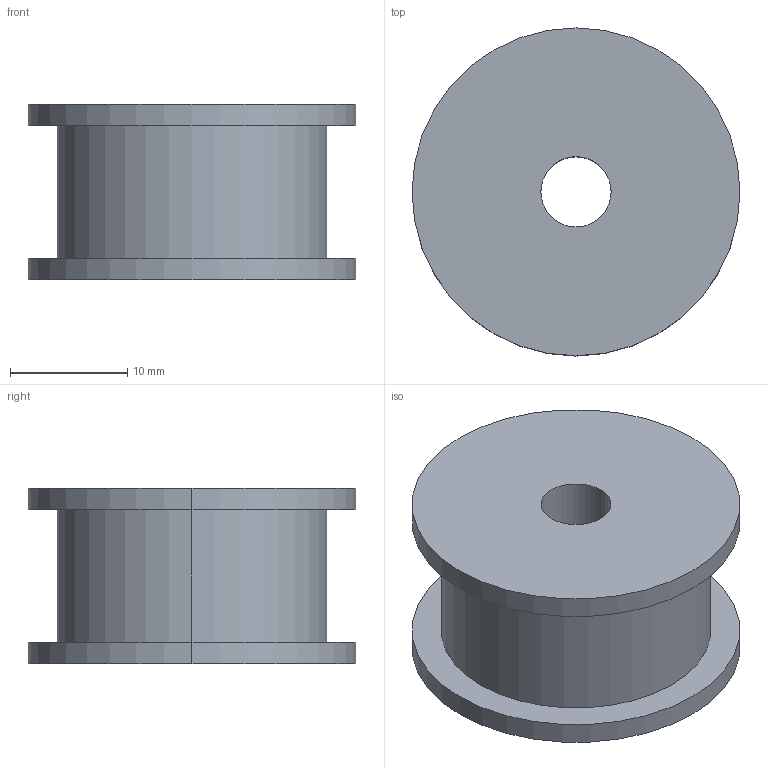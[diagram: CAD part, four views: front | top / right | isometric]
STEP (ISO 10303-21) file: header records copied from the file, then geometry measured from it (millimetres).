
FILE_DESCRIPTION (( 'STEP AP214' ), '1' );
FILE_NAME ('21T5_15-2_rw.STEP', '2017-10-25T04:48:23', ( '' ), ( '' ), 'SwSTEP 2.0', 'SolidWorks 2017', '' );
FILE_SCHEMA (( 'AUTOMOTIVE_DESIGN' ));
Length unit declared in the file: millimetre
Products named in the file (2): 21T5_15-2_rw
Bounding box: 28 x 28 x 15 mm (x, y, z)
Volume: 6292.5 mm3; surface area: 3289 mm2
Topology: 1 solids, 1 shells, 33 faces, 74 edges, 42 vertices
Faces by surface type: cylinder 18, cone 10, plane 5
Entity records: 1099 total; most frequent: DIRECTION 174, CARTESIAN_POINT 143, ORIENTED_EDGE 132, AXIS2_PLACEMENT_3D 73, EDGE_CURVE 66, VERTEX_POINT 42, EDGE_LOOP 42, CIRCLE 38
